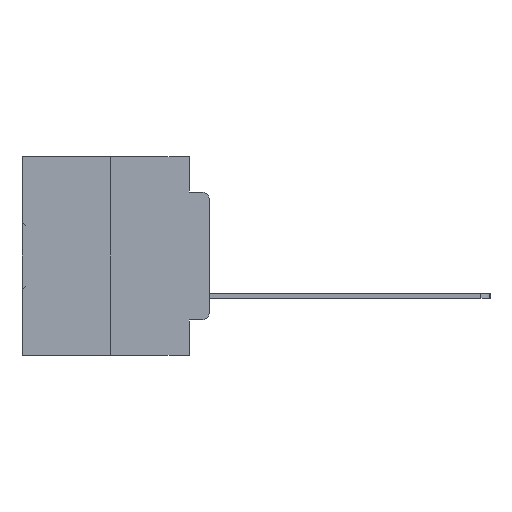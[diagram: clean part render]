
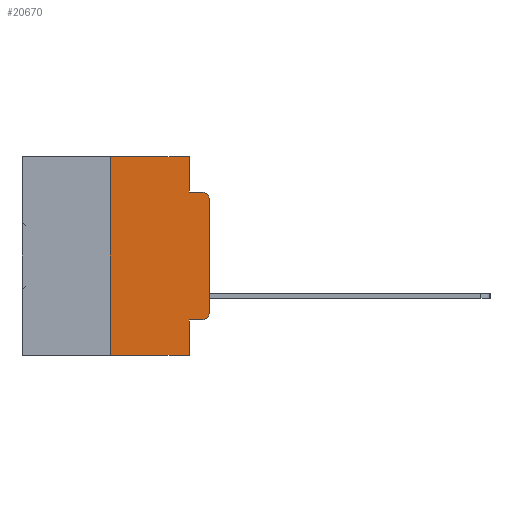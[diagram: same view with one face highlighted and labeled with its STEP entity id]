
A CAD part, left-side view. The second image highlights one B-rep face of the part: STEP entity #20670.
In plain terms, the highlighted planar face has unit normal (-1, 0, 0).
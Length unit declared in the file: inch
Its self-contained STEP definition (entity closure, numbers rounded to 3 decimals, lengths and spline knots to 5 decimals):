
#1046 = EDGE_CURVE ( 'NONE', #11772, #28644, #8201, .T. ) ;
#1762 = DIRECTION ( 'NONE',  ( 0., 0., -1. ) ) ;
#1933 = CARTESIAN_POINT ( 'NONE',  ( 0., 0., -0.3915 ) ) ;
#2355 = VERTEX_POINT ( 'NONE', #9967 ) ;
#2378 = DIRECTION ( 'NONE',  ( 0., 0., -1. ) ) ;
#3674 = VERTEX_POINT ( 'NONE', #21847 ) ;
#4510 = PLANE ( 'NONE',  #12117 ) ;
#5714 = ORIENTED_EDGE ( 'NONE', *, *, #19034, .T. ) ;
#5871 = AXIS2_PLACEMENT_3D ( 'NONE', #32319, #16257, #1762 ) ;
#6407 = CARTESIAN_POINT ( 'NONE',  ( 0., 0.473, 0. ) ) ;
#6511 = LINE ( 'NONE', #6407, #12923 ) ;
#7042 = LINE ( 'NONE', #13667, #14317 ) ;
#7196 = DIRECTION ( 'NONE',  ( 0., 0., -1. ) ) ;
#7222 = ORIENTED_EDGE ( 'NONE', *, *, #26959, .F. ) ;
#7351 = VERTEX_POINT ( 'NONE', #24079 ) ;
#8170 = ORIENTED_EDGE ( 'NONE', *, *, #1046, .T. ) ;
#8201 = LINE ( 'NONE', #11232, #20939 ) ;
#8570 = VERTEX_POINT ( 'NONE', #26161 ) ;
#9538 = DIRECTION ( 'NONE',  ( 0., -1., 0. ) ) ;
#9901 = LINE ( 'NONE', #29201, #29760 ) ;
#9967 = CARTESIAN_POINT ( 'NONE',  ( 0., 0.051, -0.0885 ) ) ;
#10268 = CARTESIAN_POINT ( 'NONE',  ( 0., 0.25, 0. ) ) ;
#10410 = VERTEX_POINT ( 'NONE', #1933 ) ;
#10434 = VERTEX_POINT ( 'NONE', #31757 ) ;
#11232 = CARTESIAN_POINT ( 'NONE',  ( 0., 0.473, -0.5 ) ) ;
#11540 = CIRCLE ( 'NONE', #5871, 0.02 ) ;
#11549 = EDGE_CURVE ( 'NONE', #7351, #2355, #9901, .T. ) ;
#11772 = VERTEX_POINT ( 'NONE', #16638 ) ;
#11955 = CARTESIAN_POINT ( 'NONE',  ( 0., 0.051, -0.5 ) ) ;
#12117 = AXIS2_PLACEMENT_3D ( 'NONE', #20764, #23463, #7196 ) ;
#12213 = LINE ( 'NONE', #18589, #26578 ) ;
#12230 = EDGE_CURVE ( 'NONE', #19585, #28644, #12213, .T. ) ;
#12333 = DIRECTION ( 'NONE',  ( -1., 0., 0. ) ) ;
#12923 = VECTOR ( 'NONE', #22690, 39.37008 ) ;
#13133 = ORIENTED_EDGE ( 'NONE', *, *, #24732, .T. ) ;
#13644 = EDGE_LOOP ( 'NONE', ( #13133, #28733, #23754, #27532, #7222, #33856, #8170, #17162, #18423, #5714 ) ) ;
#13667 = CARTESIAN_POINT ( 'NONE',  ( 0., 0., 0. ) ) ;
#14093 = FACE_OUTER_BOUND ( 'NONE', #13644, .T. ) ;
#14317 = VECTOR ( 'NONE', #16302, 39.37008 ) ;
#14743 = EDGE_CURVE ( 'NONE', #19585, #8570, #26820, .T. ) ;
#14974 = VECTOR ( 'NONE', #26473, 39.37008 ) ;
#15810 = VECTOR ( 'NONE', #31415, 39.37008 ) ;
#15842 = LINE ( 'NONE', #10268, #14974 ) ;
#16257 = DIRECTION ( 'NONE',  ( -1., 0., 0. ) ) ;
#16302 = DIRECTION ( 'NONE',  ( 0., 0., 1. ) ) ;
#16366 = EDGE_CURVE ( 'NONE', #10434, #3674, #11540, .T. ) ;
#16638 = CARTESIAN_POINT ( 'NONE',  ( 0., 0.25, -0.5 ) ) ;
#17162 = ORIENTED_EDGE ( 'NONE', *, *, #12230, .F. ) ;
#18423 = ORIENTED_EDGE ( 'NONE', *, *, #14743, .T. ) ;
#18589 = CARTESIAN_POINT ( 'NONE',  ( 0., 0.051, 0. ) ) ;
#19034 = EDGE_CURVE ( 'NONE', #8570, #10410, #31843, .T. ) ;
#19507 = EDGE_CURVE ( 'NONE', #11772, #20943, #15842, .T. ) ;
#19585 = VERTEX_POINT ( 'NONE', #26580 ) ;
#19681 = VECTOR ( 'NONE', #22135, 39.37008 ) ;
#20647 = EDGE_CURVE ( 'NONE', #2355, #3674, #21292, .T. ) ;
#20670 = ADVANCED_FACE ( 'NONE', ( #14093 ), #4510, .F. ) ;
#20764 = CARTESIAN_POINT ( 'NONE',  ( 0., 0.473, 0. ) ) ;
#20939 = VECTOR ( 'NONE', #9538, 39.37008 ) ;
#20943 = VERTEX_POINT ( 'NONE', #22042 ) ;
#21292 = LINE ( 'NONE', #28718, #15810 ) ;
#21847 = CARTESIAN_POINT ( 'NONE',  ( 0., 0.02, -0.0885 ) ) ;
#22042 = CARTESIAN_POINT ( 'NONE',  ( 0., 0.25, 0. ) ) ;
#22135 = DIRECTION ( 'NONE',  ( 0., -1., 0. ) ) ;
#22690 = DIRECTION ( 'NONE',  ( 0., -1., 0. ) ) ;
#23424 = AXIS2_PLACEMENT_3D ( 'NONE', #28477, #12333, #31173 ) ;
#23463 = DIRECTION ( 'NONE',  ( 1., 0., 0. ) ) ;
#23754 = ORIENTED_EDGE ( 'NONE', *, *, #20647, .F. ) ;
#24079 = CARTESIAN_POINT ( 'NONE',  ( 0., 0.051, 0. ) ) ;
#24732 = EDGE_CURVE ( 'NONE', #10410, #10434, #7042, .T. ) ;
#26161 = CARTESIAN_POINT ( 'NONE',  ( 0., 0.02, -0.4115 ) ) ;
#26473 = DIRECTION ( 'NONE',  ( 0., 0., 1. ) ) ;
#26578 = VECTOR ( 'NONE', #2378, 39.37008 ) ;
#26580 = CARTESIAN_POINT ( 'NONE',  ( 0., 0.051, -0.4115 ) ) ;
#26820 = LINE ( 'NONE', #27401, #19681 ) ;
#26959 = EDGE_CURVE ( 'NONE', #20943, #7351, #6511, .T. ) ;
#27401 = CARTESIAN_POINT ( 'NONE',  ( 0., 0.051, -0.4115 ) ) ;
#27532 = ORIENTED_EDGE ( 'NONE', *, *, #11549, .F. ) ;
#28477 = CARTESIAN_POINT ( 'NONE',  ( 0., 0.02, -0.3915 ) ) ;
#28644 = VERTEX_POINT ( 'NONE', #11955 ) ;
#28718 = CARTESIAN_POINT ( 'NONE',  ( 0., 0.051, -0.0885 ) ) ;
#28733 = ORIENTED_EDGE ( 'NONE', *, *, #16366, .T. ) ;
#29201 = CARTESIAN_POINT ( 'NONE',  ( 0., 0.051, 0. ) ) ;
#29760 = VECTOR ( 'NONE', #31888, 39.37008 ) ;
#31173 = DIRECTION ( 'NONE',  ( 0., 0., -1. ) ) ;
#31415 = DIRECTION ( 'NONE',  ( 0., -1., 0. ) ) ;
#31757 = CARTESIAN_POINT ( 'NONE',  ( 0., 0., -0.1085 ) ) ;
#31843 = CIRCLE ( 'NONE', #23424, 0.02 ) ;
#31888 = DIRECTION ( 'NONE',  ( 0., 0., -1. ) ) ;
#32319 = CARTESIAN_POINT ( 'NONE',  ( 0., 0.02, -0.1085 ) ) ;
#33856 = ORIENTED_EDGE ( 'NONE', *, *, #19507, .F. ) ;
